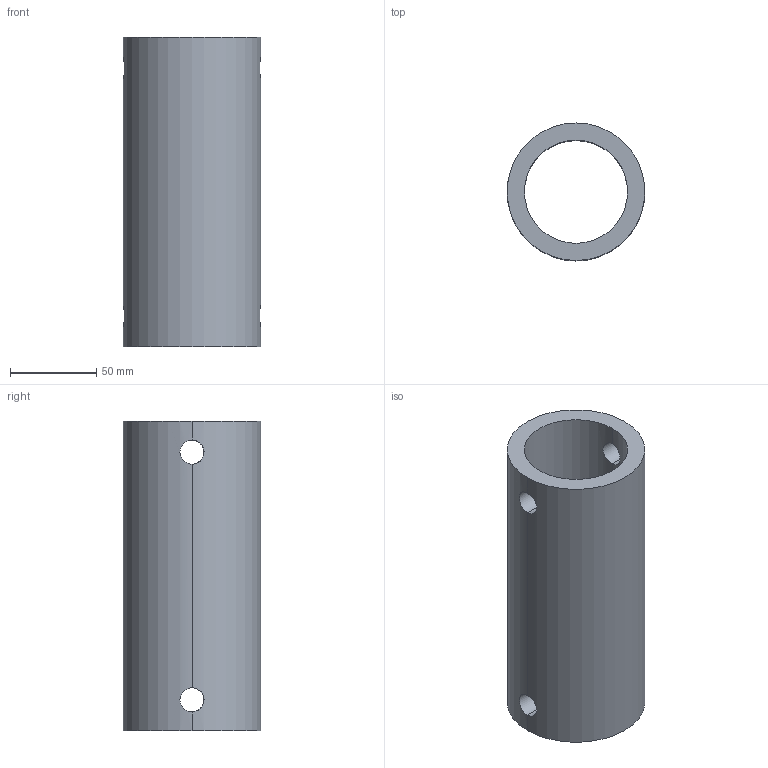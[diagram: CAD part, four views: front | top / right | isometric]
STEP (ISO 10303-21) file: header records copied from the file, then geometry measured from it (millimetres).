
FILE_DESCRIPTION (( 'STEP AP203' ), '1' );
FILE_NAME ('Arm_pipe_reinforcement_Default_sldprt.STEP', '2018-06-18T09:01:53', ( '' ), ( '' ), 'SwSTEP 2.0', 'SolidWorks 2017', '' );
FILE_SCHEMA (( 'CONFIG_CONTROL_DESIGN' ));
Length unit declared in the file: millimetre
Products named in the file (1): Arm_pipe_reinforcement_Default_sldprt
Bounding box: 80 x 80 x 180 mm (x, y, z)
Volume: 389651.5 mm3; surface area: 84105.9 mm2
Topology: 1 solids, 1 shells, 14 faces, 44 edges, 24 vertices
Faces by surface type: cylinder 12, plane 2
Entity records: 1245 total; most frequent: CARTESIAN_POINT 795, ORIENTED_EDGE 88, DIRECTION 66, EDGE_CURVE 44, VERTEX_POINT 24, AXIS2_PLACEMENT_3D 23, LINE 20, VECTOR 20
